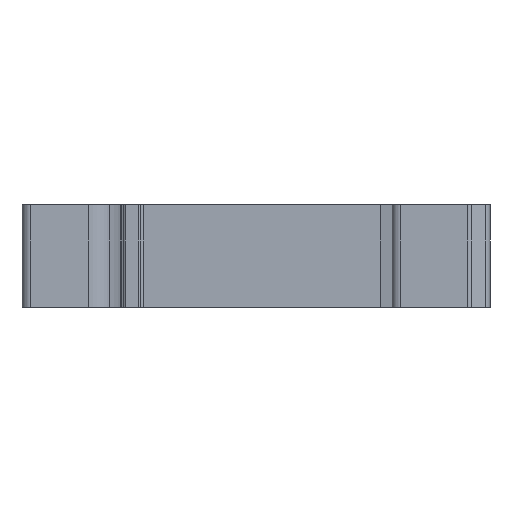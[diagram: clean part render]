
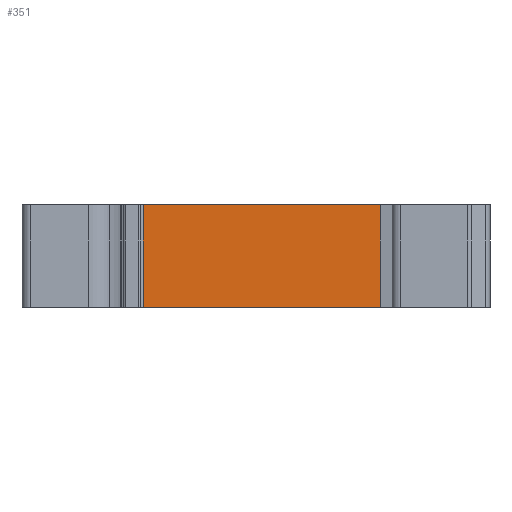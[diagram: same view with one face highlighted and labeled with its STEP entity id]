
A CAD part, front view. The second image highlights one B-rep face of the part: STEP entity #351.
In plain terms, the highlighted planar face has unit normal (0, -1, 0).
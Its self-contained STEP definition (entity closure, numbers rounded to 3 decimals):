
#351=ADVANCED_FACE('',(#743),#565,.T.);
#565=PLANE('',#5158);
#743=FACE_OUTER_BOUND('',#999,.T.);
#999=EDGE_LOOP('',(#2104,#2105,#2106,#2107));
#2104=ORIENTED_EDGE('',*,*,#3273,.T.);
#2105=ORIENTED_EDGE('',*,*,#3677,.T.);
#2106=ORIENTED_EDGE('',*,*,#3396,.F.);
#2107=ORIENTED_EDGE('',*,*,#3676,.F.);
#2785=VERTEX_POINT('',#6906);
#2786=VERTEX_POINT('',#6908);
#2906=VERTEX_POINT('',#7153);
#2907=VERTEX_POINT('',#7155);
#3273=EDGE_CURVE('',#2786,#2785,#3930,.T.);
#3396=EDGE_CURVE('',#2906,#2907,#4013,.T.);
#3676=EDGE_CURVE('',#2786,#2906,#4222,.T.);
#3677=EDGE_CURVE('',#2785,#2907,#4223,.T.);
#3930=LINE('',#6907,#4457);
#4013=LINE('',#7154,#4540);
#4222=LINE('',#7776,#4749);
#4223=LINE('',#7778,#4750);
#4457=VECTOR('',#5502,1.);
#4540=VECTOR('',#5671,1.);
#4749=VECTOR('',#6196,1.);
#4750=VECTOR('',#6199,1.);
#5158=AXIS2_PLACEMENT_3D('',#7779,#6200,#6201);
#5502=DIRECTION('',(-1.,0.,0.));
#5671=DIRECTION('',(-1.,0.,0.));
#6196=DIRECTION('',(0.,0.,-1.));
#6199=DIRECTION('',(0.,0.,-1.));
#6200=DIRECTION('',(0.,-1.,0.));
#6201=DIRECTION('',(0.,0.,-1.));
#6906=CARTESIAN_POINT('',(-13.78,-10.655,12.));
#6907=CARTESIAN_POINT('',(14.111,-10.655,12.));
#6908=CARTESIAN_POINT('',(14.111,-10.655,12.));
#7153=CARTESIAN_POINT('',(14.111,-10.655,0.));
#7154=CARTESIAN_POINT('',(14.111,-10.655,0.));
#7155=CARTESIAN_POINT('',(-13.78,-10.655,0.));
#7776=CARTESIAN_POINT('',(14.111,-10.655,12.));
#7778=CARTESIAN_POINT('',(-13.78,-10.655,12.));
#7779=CARTESIAN_POINT('',(14.111,-10.655,12.));
